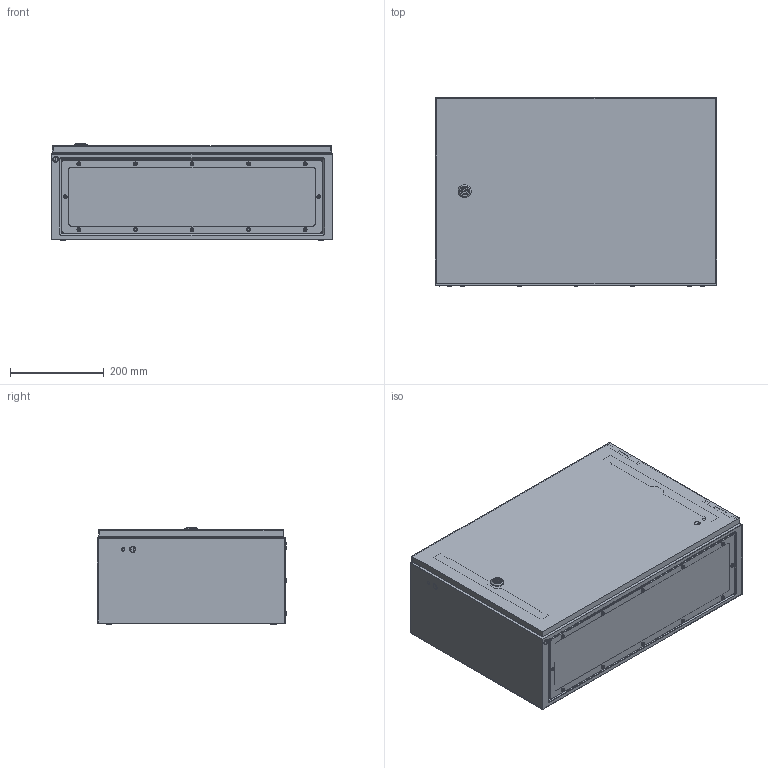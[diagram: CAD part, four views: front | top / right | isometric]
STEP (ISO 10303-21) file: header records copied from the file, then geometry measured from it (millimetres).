
FILE_DESCRIPTION (( 'STEP AP214' ), '1' );
FILE_NAME ('3331-6040-20-07.step', '2023-12-20T12:58:05', ( '' ), ( '' ), 'SwSTEP 2.0', 'SolidWorks 2019', '' );
FILE_SCHEMA (( 'AUTOMOTIVE_DESIGN' ));
Length unit declared in the file: millimetre
Products named in the file (5): Tuer_wg_3331-6040-00-97; Korpus_wg_6040-20; 3331-6040-20-07; Kabeleinfuehrungsplatte_wg_3080-7055-12-27; Montageplattenbeipack_wg_6040
Assembly tree (4 placements, depth 2):
  3331-6040-20-07
    Korpus_wg_6040-20
    Tuer_wg_3331-6040-00-97
    Kabeleinfuehrungsplatte_wg_3080-7055-12-27
    Montageplattenbeipack_wg_6040
Bounding box: 600 x 403.1 x 207 mm (x, y, z)
Volume: 1478982.3 mm3; surface area: 2032384.1 mm2
Topology: 33 solids, 37 shells, 1586 faces, 3929 edges, 2523 vertices
Faces by surface type: plane 906, cylinder 456, cone 162, torus 28, sphere 18, bspline 16
Entity records: 64456 total; most frequent: CARTESIAN_POINT 17699, DIRECTION 7985, ORIENTED_EDGE 7826, EDGE_CURVE 3913, AXIS2_PLACEMENT_3D 2855, VERTEX_POINT 2515, LINE 2275, VECTOR 2275
